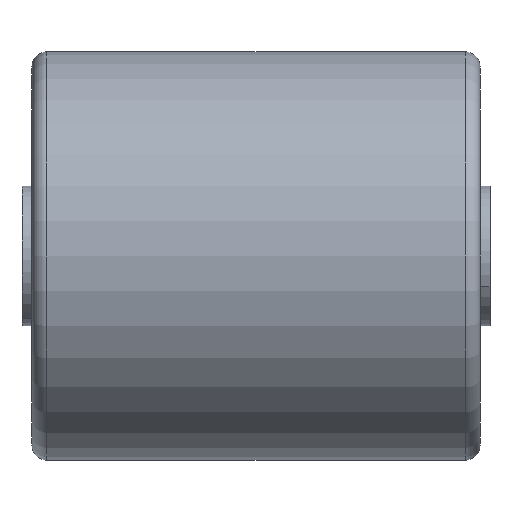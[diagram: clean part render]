
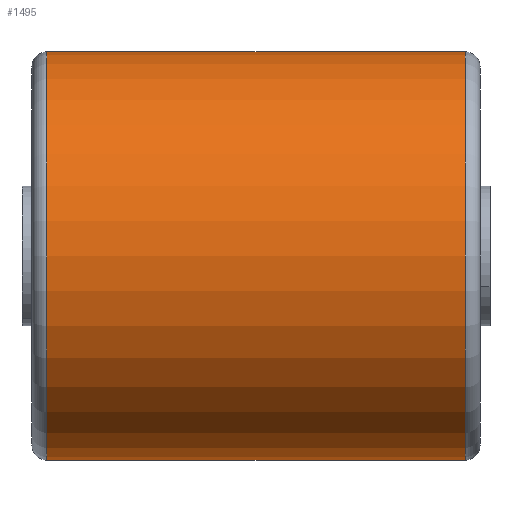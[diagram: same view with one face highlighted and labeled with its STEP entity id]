
A CAD part, front view. The second image highlights one B-rep face of the part: STEP entity #1495.
In plain terms, the highlighted cylindrical face has radius 41 mm (diameter 82 mm), a partial arc.
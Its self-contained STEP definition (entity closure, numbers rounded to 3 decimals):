
#6 = EDGE_LOOP ( 'NONE', ( #1262, #359, #1381, #962 ) ) ;
#228 = DIRECTION ( 'NONE',  ( 0., 0., -1. ) ) ;
#236 = DIRECTION ( 'NONE',  ( 0., 0., 1. ) ) ;
#278 = VERTEX_POINT ( 'NONE', #496 ) ;
#349 = VERTEX_POINT ( 'NONE', #1476 ) ;
#359 = ORIENTED_EDGE ( 'NONE', *, *, #2315, .T. ) ;
#373 = VECTOR ( 'NONE', #727, 1000. ) ;
#444 = AXIS2_PLACEMENT_3D ( 'NONE', #2228, #2128, #236 ) ;
#496 = CARTESIAN_POINT ( 'NONE',  ( 87., 0., 41. ) ) ;
#547 = VERTEX_POINT ( 'NONE', #1694 ) ;
#588 = FACE_OUTER_BOUND ( 'NONE', #6, .T. ) ;
#626 = VECTOR ( 'NONE', #1765, 1000. ) ;
#727 = DIRECTION ( 'NONE',  ( -1., 0., 0. ) ) ;
#732 = EDGE_CURVE ( 'NONE', #349, #2293, #1821, .T. ) ;
#928 = CARTESIAN_POINT ( 'NONE',  ( 87., 0., 0. ) ) ;
#962 = ORIENTED_EDGE ( 'NONE', *, *, #2224, .T. ) ;
#1104 = DIRECTION ( 'NONE',  ( 0., 0., 1. ) ) ;
#1208 = CARTESIAN_POINT ( 'NONE',  ( 3., 0., 0. ) ) ;
#1262 = ORIENTED_EDGE ( 'NONE', *, *, #732, .F. ) ;
#1292 = CARTESIAN_POINT ( 'NONE',  ( 0., 0., -41. ) ) ;
#1381 = ORIENTED_EDGE ( 'NONE', *, *, #1829, .T. ) ;
#1476 = CARTESIAN_POINT ( 'NONE',  ( 87., 0., -41. ) ) ;
#1495 = ADVANCED_FACE ( 'NONE', ( #588 ), #1818, .T. ) ;
#1617 = CIRCLE ( 'NONE', #1807, 41. ) ;
#1620 = LINE ( 'NONE', #1954, #626 ) ;
#1694 = CARTESIAN_POINT ( 'NONE',  ( 3., 0., 41. ) ) ;
#1765 = DIRECTION ( 'NONE',  ( -1., 0., 0. ) ) ;
#1807 = AXIS2_PLACEMENT_3D ( 'NONE', #928, #2265, #1104 ) ;
#1818 = CYLINDRICAL_SURFACE ( 'NONE', #444, 41. ) ;
#1821 = LINE ( 'NONE', #1292, #373 ) ;
#1829 = EDGE_CURVE ( 'NONE', #278, #547, #1620, .T. ) ;
#1954 = CARTESIAN_POINT ( 'NONE',  ( 0., 0., 41. ) ) ;
#1975 = DIRECTION ( 'NONE',  ( 1., 0., 0. ) ) ;
#1979 = AXIS2_PLACEMENT_3D ( 'NONE', #1208, #1975, #228 ) ;
#2128 = DIRECTION ( 'NONE',  ( -1., 0., 0. ) ) ;
#2140 = CIRCLE ( 'NONE', #1979, 41. ) ;
#2224 = EDGE_CURVE ( 'NONE', #547, #2293, #2140, .T. ) ;
#2228 = CARTESIAN_POINT ( 'NONE',  ( 0., 0., 0. ) ) ;
#2253 = CARTESIAN_POINT ( 'NONE',  ( 3., 0., -41. ) ) ;
#2265 = DIRECTION ( 'NONE',  ( -1., 0., 0. ) ) ;
#2293 = VERTEX_POINT ( 'NONE', #2253 ) ;
#2315 = EDGE_CURVE ( 'NONE', #349, #278, #1617, .T. ) ;
